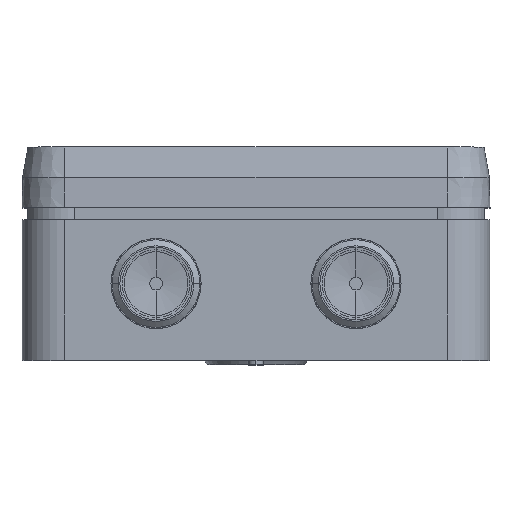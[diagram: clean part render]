
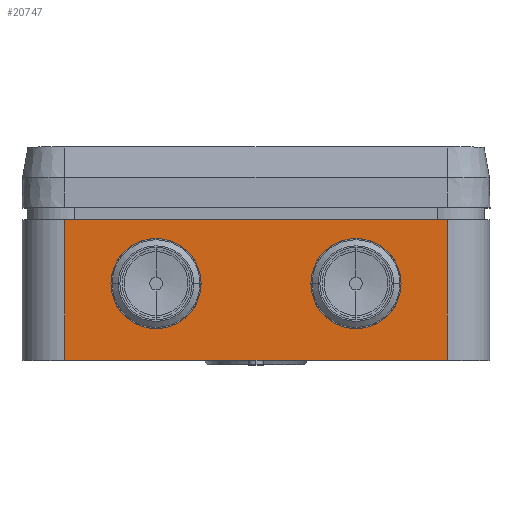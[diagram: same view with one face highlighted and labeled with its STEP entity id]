
A CAD part, top view. The second image highlights one B-rep face of the part: STEP entity #20747.
In plain terms, the highlighted planar face has unit normal (0, 0, 1).
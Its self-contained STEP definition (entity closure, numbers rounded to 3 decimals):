
#113 = PLANE ( 'NONE',  #16935 ) ;
#509 = DIRECTION ( 'NONE',  ( 0., 0., 1. ) ) ;
#1033 = DIRECTION ( 'NONE',  ( 0., -1., 0. ) ) ;
#1247 = AXIS2_PLACEMENT_3D ( 'NONE', #28286, #509, #23586 ) ;
#1733 = CIRCLE ( 'NONE', #1247, 10.6 ) ;
#1910 = ORIENTED_EDGE ( 'NONE', *, *, #6903, .F. ) ;
#2127 = DIRECTION ( 'NONE',  ( 0., 0., 1. ) ) ;
#2479 = CARTESIAN_POINT ( 'NONE',  ( -45., 33., 55. ) ) ;
#3306 = LINE ( 'NONE', #23964, #9797 ) ;
#3415 = EDGE_CURVE ( 'NONE', #10538, #14725, #1733, .T. ) ;
#4291 = EDGE_CURVE ( 'NONE', #25121, #21549, #3306, .T. ) ;
#4661 = VECTOR ( 'NONE', #22251, 1000. ) ;
#4717 = DIRECTION ( 'NONE',  ( -1., 0., 0. ) ) ;
#5117 = DIRECTION ( 'NONE',  ( 1., 0., 0. ) ) ;
#5345 = DIRECTION ( 'NONE',  ( 1., 0., 0. ) ) ;
#6318 = EDGE_LOOP ( 'NONE', ( #8270, #17883, #7685, #21802 ) ) ;
#6448 = VERTEX_POINT ( 'NONE', #13503 ) ;
#6903 = EDGE_CURVE ( 'NONE', #11535, #21472, #19882, .T. ) ;
#6968 = CARTESIAN_POINT ( 'NONE',  ( 23.5, 18., 55. ) ) ;
#7304 = CARTESIAN_POINT ( 'NONE',  ( -45., 0., 55. ) ) ;
#7685 = ORIENTED_EDGE ( 'NONE', *, *, #13777, .F. ) ;
#8001 = VECTOR ( 'NONE', #14872, 1000. ) ;
#8059 = LINE ( 'NONE', #8742, #8001 ) ;
#8270 = ORIENTED_EDGE ( 'NONE', *, *, #15821, .T. ) ;
#8426 = FACE_BOUND ( 'NONE', #27632, .T. ) ;
#8533 = CARTESIAN_POINT ( 'NONE',  ( -45., 33., 55. ) ) ;
#8742 = CARTESIAN_POINT ( 'NONE',  ( -45., 33., 55. ) ) ;
#8929 = CARTESIAN_POINT ( 'NONE',  ( -23.5, 18., 55. ) ) ;
#9421 = CARTESIAN_POINT ( 'NONE',  ( -23.5, 18., 55. ) ) ;
#9797 = VECTOR ( 'NONE', #1033, 1000. ) ;
#10538 = VERTEX_POINT ( 'NONE', #19730 ) ;
#10954 = CIRCLE ( 'NONE', #18669, 10.6 ) ;
#11535 = VERTEX_POINT ( 'NONE', #24737 ) ;
#11753 = DIRECTION ( 'NONE',  ( -1., 0., 0. ) ) ;
#13503 = CARTESIAN_POINT ( 'NONE',  ( -45., 0., 55. ) ) ;
#13655 = CARTESIAN_POINT ( 'NONE',  ( 12.9, 18., 55. ) ) ;
#13777 = EDGE_CURVE ( 'NONE', #14815, #25121, #8059, .T. ) ;
#14153 = CARTESIAN_POINT ( 'NONE',  ( 45., 33., 55. ) ) ;
#14725 = VERTEX_POINT ( 'NONE', #13655 ) ;
#14815 = VERTEX_POINT ( 'NONE', #2479 ) ;
#14872 = DIRECTION ( 'NONE',  ( 1., 0., 0. ) ) ;
#15112 = EDGE_CURVE ( 'NONE', #14725, #10538, #10954, .T. ) ;
#15195 = AXIS2_PLACEMENT_3D ( 'NONE', #9421, #28292, #5345 ) ;
#15741 = DIRECTION ( 'NONE',  ( 0., 0., 1. ) ) ;
#15821 = EDGE_CURVE ( 'NONE', #6448, #21549, #16511, .T. ) ;
#16507 = AXIS2_PLACEMENT_3D ( 'NONE', #8929, #2127, #5117 ) ;
#16511 = LINE ( 'NONE', #7304, #23508 ) ;
#16935 = AXIS2_PLACEMENT_3D ( 'NONE', #28050, #27904, #11753 ) ;
#17575 = CARTESIAN_POINT ( 'NONE',  ( -12.9, 18., 55. ) ) ;
#17728 = CARTESIAN_POINT ( 'NONE',  ( 45., 0., 55. ) ) ;
#17883 = ORIENTED_EDGE ( 'NONE', *, *, #4291, .F. ) ;
#18048 = ORIENTED_EDGE ( 'NONE', *, *, #15112, .F. ) ;
#18669 = AXIS2_PLACEMENT_3D ( 'NONE', #6968, #15741, #4717 ) ;
#18700 = FACE_BOUND ( 'NONE', #22010, .T. ) ;
#19730 = CARTESIAN_POINT ( 'NONE',  ( 34.1, 18., 55. ) ) ;
#19882 = CIRCLE ( 'NONE', #16507, 10.6 ) ;
#20291 = LINE ( 'NONE', #8533, #4661 ) ;
#20747 = ADVANCED_FACE ( 'NONE', ( #29120, #8426, #18700 ), #113, .F. ) ;
#21183 = DIRECTION ( 'NONE',  ( 1., 0., 0. ) ) ;
#21472 = VERTEX_POINT ( 'NONE', #17575 ) ;
#21549 = VERTEX_POINT ( 'NONE', #17728 ) ;
#21802 = ORIENTED_EDGE ( 'NONE', *, *, #25402, .T. ) ;
#21910 = ORIENTED_EDGE ( 'NONE', *, *, #23950, .F. ) ;
#22010 = EDGE_LOOP ( 'NONE', ( #28901, #18048 ) ) ;
#22251 = DIRECTION ( 'NONE',  ( 0., -1., 0. ) ) ;
#23508 = VECTOR ( 'NONE', #21183, 1000. ) ;
#23586 = DIRECTION ( 'NONE',  ( -1., 0., 0. ) ) ;
#23950 = EDGE_CURVE ( 'NONE', #21472, #11535, #26735, .T. ) ;
#23964 = CARTESIAN_POINT ( 'NONE',  ( 45., 33., 55. ) ) ;
#24737 = CARTESIAN_POINT ( 'NONE',  ( -34.1, 18., 55. ) ) ;
#25121 = VERTEX_POINT ( 'NONE', #14153 ) ;
#25402 = EDGE_CURVE ( 'NONE', #14815, #6448, #20291, .T. ) ;
#26735 = CIRCLE ( 'NONE', #15195, 10.6 ) ;
#27632 = EDGE_LOOP ( 'NONE', ( #21910, #1910 ) ) ;
#27904 = DIRECTION ( 'NONE',  ( 0., 0., -1. ) ) ;
#28050 = CARTESIAN_POINT ( 'NONE',  ( -45., 33., 55. ) ) ;
#28286 = CARTESIAN_POINT ( 'NONE',  ( 23.5, 18., 55. ) ) ;
#28292 = DIRECTION ( 'NONE',  ( 0., 0., 1. ) ) ;
#28901 = ORIENTED_EDGE ( 'NONE', *, *, #3415, .F. ) ;
#29120 = FACE_OUTER_BOUND ( 'NONE', #6318, .T. ) ;
